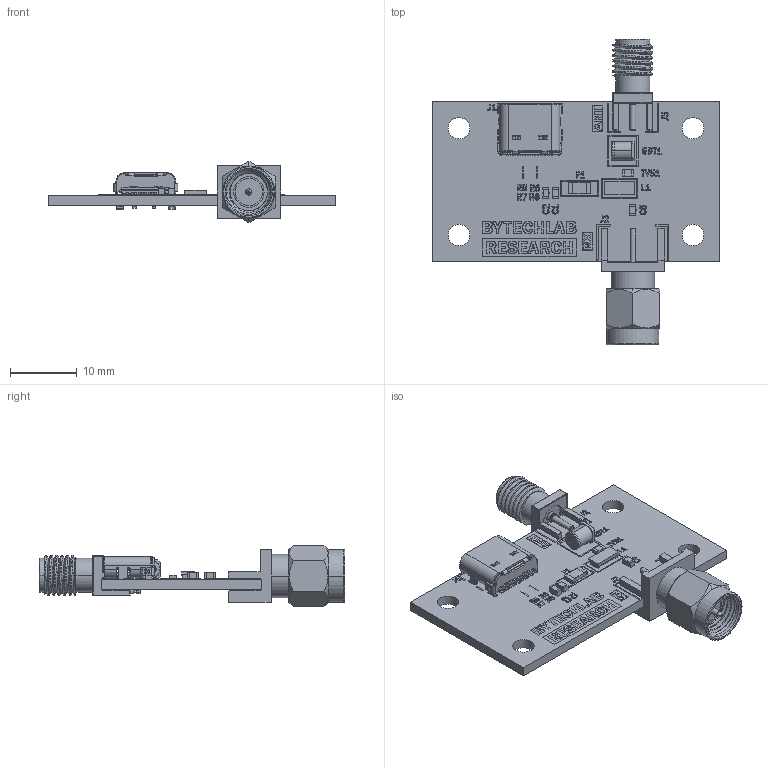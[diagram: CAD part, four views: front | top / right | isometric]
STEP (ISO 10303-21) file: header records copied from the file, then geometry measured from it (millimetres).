
FILE_DESCRIPTION(('KiCad electronic assembly'),'2;1');
FILE_NAME('BIAS_TEE_PCB.step','2025-08-10T16:22:08',('Pcbnew'),('Kicad') ,'Open CASCADE STEP processor 7.9','KiCad to STEP converter','Unknown' );
FILE_SCHEMA(('AUTOMOTIVE_DESIGN { 1 0 10303 214 1 1 1 1 }'));
Length unit declared in the file: millimetre
Products named in the file (18): BIAS_TEE_PCB 1; kicad_embedded_C749484239B3140A542284B6F6FFB23F; kicad_embedded_99A555AB444EED2CD4E777B917872BCE; USB4105; kicad_embedded_58FAB470A1E653965DBA7634B3A30C80; kicad_embedded_AF53ECB398E4EB83F4DB7513C7E66ADB; kicad_embedded_97E8DD9E3C95D06D5F928557DB7F59B4; kicad_embedded_E3F4CA87D5B743FA4485FD5496ABCF2D; kicad_embedded_B4BB7D874C438E7417D3FB72FE57B8BC; kicad_embedded_1C9C9A1E310F6A3E4F7E73613D0DE863; kicad_embedded_042674FA407CDA4144CB5E6543755DC5; Mid_Body; Terminal; Open CASCADE STEP translator 6.8 2.2.1; Mark; kicad_embedded_655590AEAB6E99CB1BD85F3F82B6982D; BIAS_TEE_PCB_silkscreen; BIAS_TEE_PCB_PCB
Assembly tree (24 placements, depth 4):
  BIAS_TEE_PCB 1
    kicad_embedded_C749484239B3140A542284B6F6FFB23F
    kicad_embedded_99A555AB444EED2CD4E777B917872BCE
      USB4105
    kicad_embedded_58FAB470A1E653965DBA7634B3A30C80  x3
    kicad_embedded_AF53ECB398E4EB83F4DB7513C7E66ADB
    kicad_embedded_97E8DD9E3C95D06D5F928557DB7F59B4
    kicad_embedded_E3F4CA87D5B743FA4485FD5496ABCF2D
    kicad_embedded_B4BB7D874C438E7417D3FB72FE57B8BC
    kicad_embedded_1C9C9A1E310F6A3E4F7E73613D0DE863
    kicad_embedded_042674FA407CDA4144CB5E6543755DC5  x4
      Mid_Body
      Terminal
        Open CASCADE STEP translator 6.8 2.2.1
      Mark
    kicad_embedded_655590AEAB6E99CB1BD85F3F82B6982D  x2
    BIAS_TEE_PCB_silkscreen
    BIAS_TEE_PCB_PCB
Bounding box: 43 x 45.7 x 9.24 mm (x, y, z)
Volume: 2395.4 mm3; surface area: 4444.7 mm2
Topology: 74 solids, 218 shells, 1779 faces, 7581 edges, 6097 vertices
Faces by surface type: plane 1299, cylinder 372, cone 44, torus 29, sphere 18, bspline 17
Full cylindrical faces by diameter (mm): 0.65 x2, 3.2 x4
Entity records: 79909 total; most frequent: CARTESIAN_POINT 18794, DIRECTION 11730, ORIENTED_EDGE 10958, EDGE_CURVE 7215, VERTEX_POINT 5865, LINE 5700, VECTOR 5700, AXIS2_PLACEMENT_3D 3015
